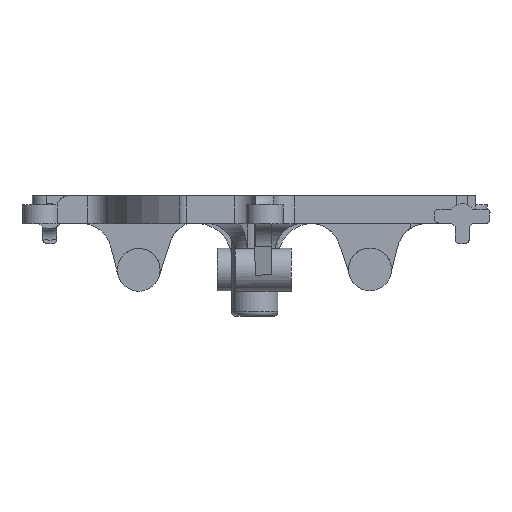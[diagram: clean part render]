
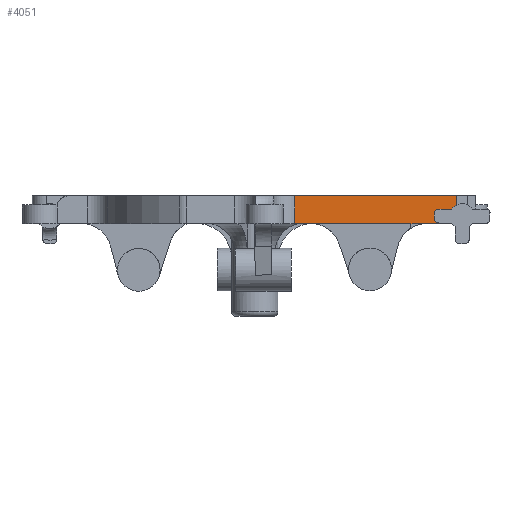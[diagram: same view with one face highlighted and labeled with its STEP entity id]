
A CAD part, front view. The second image highlights one B-rep face of the part: STEP entity #4051.
In plain terms, the highlighted planar face has unit normal (0, -1, 0).
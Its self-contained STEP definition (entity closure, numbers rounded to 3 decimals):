
#218=PLANE('',#4494);
#406=FACE_OUTER_BOUND('',#622,.T.);
#622=EDGE_LOOP('',(#3528,#3529,#3530,#3531,#3532,#3533,#3534,#3535,#3536,
#3537,#3538));
#699=LINE('',#5890,#1014);
#767=LINE('',#6323,#1082);
#784=LINE('',#6405,#1099);
#788=LINE('',#6414,#1103);
#920=LINE('',#7088,#1235);
#933=LINE('',#7185,#1248);
#934=LINE('',#7189,#1249);
#1014=VECTOR('',#4650,10.);
#1082=VECTOR('',#4880,10.);
#1099=VECTOR('',#4941,10.);
#1103=VECTOR('',#4947,10.);
#1235=VECTOR('',#5547,10.);
#1248=VECTOR('',#5612,10.);
#1249=VECTOR('',#5615,10.);
#1385=CIRCLE('',#4240,1.35);
#1387=CIRCLE('',#4243,1.35);
#1512=CIRCLE('',#4495,0.5);
#1513=CIRCLE('',#4496,0.5);
#1591=VERTEX_POINT('',#5887);
#1592=VERTEX_POINT('',#5889);
#1697=VERTEX_POINT('',#6322);
#1716=VERTEX_POINT('',#6403);
#1717=VERTEX_POINT('',#6404);
#1720=VERTEX_POINT('',#6412);
#1721=VERTEX_POINT('',#6413);
#1726=VERTEX_POINT('',#6431);
#1891=VERTEX_POINT('',#7086);
#1898=VERTEX_POINT('',#7186);
#1899=VERTEX_POINT('',#7188);
#2002=EDGE_CURVE('',#1591,#1592,#699,.T.);
#2142=EDGE_CURVE('',#1697,#1592,#767,.T.);
#2172=EDGE_CURVE('',#1716,#1717,#784,.T.);
#2176=EDGE_CURVE('',#1720,#1721,#788,.T.);
#2185=EDGE_CURVE('',#1697,#1721,#1385,.T.);
#2187=EDGE_CURVE('',#1716,#1726,#1387,.T.);
#2467=EDGE_CURVE('',#1891,#1591,#920,.T.);
#2492=EDGE_CURVE('',#1891,#1726,#933,.T.);
#2493=EDGE_CURVE('',#1717,#1898,#1512,.T.);
#2494=EDGE_CURVE('',#1898,#1899,#934,.T.);
#2495=EDGE_CURVE('',#1899,#1720,#1513,.T.);
#3528=ORIENTED_EDGE('',*,*,#2467,.F.);
#3529=ORIENTED_EDGE('',*,*,#2492,.T.);
#3530=ORIENTED_EDGE('',*,*,#2187,.F.);
#3531=ORIENTED_EDGE('',*,*,#2172,.T.);
#3532=ORIENTED_EDGE('',*,*,#2493,.T.);
#3533=ORIENTED_EDGE('',*,*,#2494,.T.);
#3534=ORIENTED_EDGE('',*,*,#2495,.T.);
#3535=ORIENTED_EDGE('',*,*,#2176,.T.);
#3536=ORIENTED_EDGE('',*,*,#2185,.F.);
#3537=ORIENTED_EDGE('',*,*,#2142,.T.);
#3538=ORIENTED_EDGE('',*,*,#2002,.F.);
#4051=ADVANCED_FACE('',(#406),#218,.F.);
#4240=AXIS2_PLACEMENT_3D('',#6428,#4962,#4963);
#4243=AXIS2_PLACEMENT_3D('',#6432,#4968,#4969);
#4494=AXIS2_PLACEMENT_3D('',#7184,#5610,#5611);
#4495=AXIS2_PLACEMENT_3D('',#7187,#5613,#5614);
#4496=AXIS2_PLACEMENT_3D('',#7190,#5616,#5617);
#4650=DIRECTION('',(1.,0.,0.));
#4880=DIRECTION('',(0.,0.,1.));
#4941=DIRECTION('',(-1.,0.,0.));
#4947=DIRECTION('',(1.,0.,0.));
#4962=DIRECTION('center_axis',(0.,-1.,0.));
#4963=DIRECTION('ref_axis',(-0.057,0.,0.998));
#4968=DIRECTION('center_axis',(0.,-1.,0.));
#4969=DIRECTION('ref_axis',(-0.057,0.,0.998));
#5547=DIRECTION('',(0.,0.,1.));
#5610=DIRECTION('center_axis',(0.,1.,0.));
#5611=DIRECTION('ref_axis',(-1.,0.,0.));
#5612=DIRECTION('',(1.,0.,0.));
#5613=DIRECTION('center_axis',(0.,1.,0.));
#5614=DIRECTION('ref_axis',(-0.057,0.,0.998));
#5615=DIRECTION('',(0.,0.,1.));
#5616=DIRECTION('center_axis',(0.,1.,0.));
#5617=DIRECTION('ref_axis',(-0.057,0.,0.998));
#5887=CARTESIAN_POINT('',(244.916,-38.269,-511.332));
#5889=CARTESIAN_POINT('',(262.311,-38.269,-511.332));
#5890=CARTESIAN_POINT('',(250.431,-38.269,-511.332));
#6322=CARTESIAN_POINT('',(262.311,-38.269,-512.332));
#6323=CARTESIAN_POINT('',(262.311,-38.269,-512.332));
#6403=CARTESIAN_POINT('',(261.818,-38.269,-514.276));
#6404=CARTESIAN_POINT('',(260.441,-38.269,-514.276));
#6405=CARTESIAN_POINT('',(261.242,-38.269,-514.276));
#6412=CARTESIAN_POINT('',(260.441,-38.269,-512.776));
#6413=CARTESIAN_POINT('',(261.818,-38.269,-512.776));
#6414=CARTESIAN_POINT('',(260.553,-38.269,-512.776));
#6428=CARTESIAN_POINT('Origin',(262.941,-38.269,-513.526));
#6431=CARTESIAN_POINT('',(261.858,-38.269,-514.332));
#6432=CARTESIAN_POINT('Origin',(262.941,-38.269,-513.526));
#7086=CARTESIAN_POINT('',(244.916,-38.269,-514.332));
#7088=CARTESIAN_POINT('',(244.916,-38.269,-514.332));
#7184=CARTESIAN_POINT('Origin',(260.666,-38.269,-514.332));
#7185=CARTESIAN_POINT('',(260.666,-38.269,-514.332));
#7186=CARTESIAN_POINT('',(259.941,-38.269,-513.776));
#7187=CARTESIAN_POINT('Origin',(260.441,-38.269,-513.776));
#7188=CARTESIAN_POINT('',(259.941,-38.269,-513.276));
#7189=CARTESIAN_POINT('',(259.941,-38.269,-514.058));
#7190=CARTESIAN_POINT('Origin',(260.441,-38.269,-513.276));
